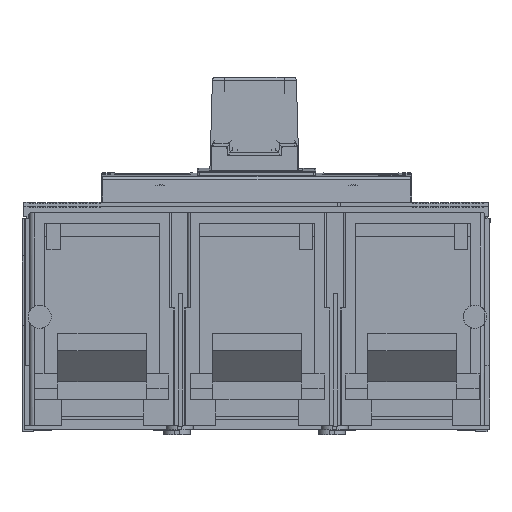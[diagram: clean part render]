
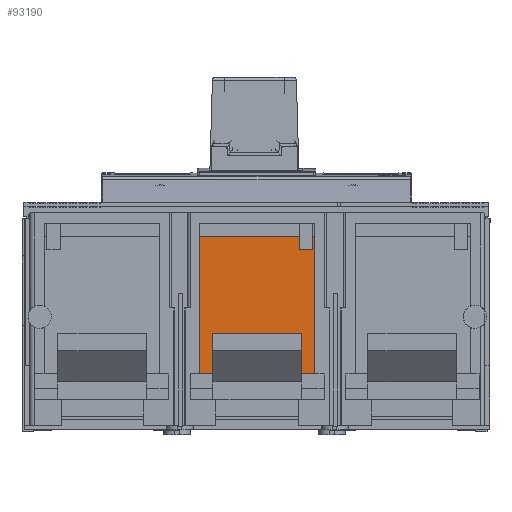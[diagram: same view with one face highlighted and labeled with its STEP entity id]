
A CAD part, front view. The second image highlights one B-rep face of the part: STEP entity #93190.
In plain terms, the highlighted planar face has unit normal (0, -1, 0).
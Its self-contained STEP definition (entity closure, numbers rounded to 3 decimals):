
#925 = VERTEX_POINT ( 'NONE', #23151 ) ;
#1461 = CARTESIAN_POINT ( 'NONE',  ( -1.324, -93.899, -56.309 ) ) ;
#2448 = ORIENTED_EDGE ( 'NONE', *, *, #21005, .T. ) ;
#2617 = DIRECTION ( 'NONE',  ( 0., 0., -1. ) ) ;
#3224 = VECTOR ( 'NONE', #144469, 1000. ) ;
#6996 = VECTOR ( 'NONE', #23460, 1000. ) ;
#8113 = DIRECTION ( 'NONE',  ( 0., 0., 1. ) ) ;
#8259 = VECTOR ( 'NONE', #123995, 1000. ) ;
#11082 = CARTESIAN_POINT ( 'NONE',  ( 6.671, -93.899, -70.025 ) ) ;
#11205 = CARTESIAN_POINT ( 'NONE',  ( 42.421, -93.899, -70.025 ) ) ;
#11952 = EDGE_CURVE ( 'NONE', #113406, #925, #156898, .T. ) ;
#12982 = VERTEX_POINT ( 'NONE', #24523 ) ;
#13116 = ORIENTED_EDGE ( 'NONE', *, *, #112809, .T. ) ;
#13236 = VECTOR ( 'NONE', #52782, 1000. ) ;
#13622 = CARTESIAN_POINT ( 'NONE',  ( -0.287, -93.899, -55.125 ) ) ;
#15901 = CARTESIAN_POINT ( 'NONE',  ( 42.421, -93.899, -70.025 ) ) ;
#16185 = CARTESIAN_POINT ( 'NONE',  ( 2.671, -93.899, -54.325 ) ) ;
#17064 = LINE ( 'NONE', #15901, #13236 ) ;
#17539 = VERTEX_POINT ( 'NONE', #133998 ) ;
#21005 = EDGE_CURVE ( 'NONE', #46031, #90753, #90221, .T. ) ;
#23151 = CARTESIAN_POINT ( 'NONE',  ( -23.579, -93.899, -70.025 ) ) ;
#23460 = DIRECTION ( 'NONE',  ( 1., 0., 0. ) ) ;
#23854 = ORIENTED_EDGE ( 'NONE', *, *, #127076, .T. ) ;
#24523 = CARTESIAN_POINT ( 'NONE',  ( 28.421, -93.899, -70.025 ) ) ;
#25846 = LINE ( 'NONE', #81864, #90771 ) ;
#25967 = CARTESIAN_POINT ( 'NONE',  ( 0.883, -93.899, -54.529 ) ) ;
#27015 = DIRECTION ( 'NONE',  ( 0., -1., 0. ) ) ;
#32251 = B_SPLINE_CURVE_WITH_KNOTS ( 'NONE', 3,
 ( #49970, #122868, #62335, #147377, #74467, #1461, #86757, #13622, #98931, #25967, #111208, #38232, #123400, #50504 ),
 .UNSPECIFIED., .F., .F.,
 ( 4, 2, 2, 2, 2, 2, 4 ),
 ( 0., 0.125, 0.25, 0.5, 0.75, 0.875, 1. ),
 .UNSPECIFIED. ) ;
#34284 = ORIENTED_EDGE ( 'NONE', *, *, #129141, .T. ) ;
#37070 = VECTOR ( 'NONE', #105470, 1000. ) ;
#38232 = CARTESIAN_POINT ( 'NONE',  ( 1.648, -93.899, -54.35 ) ) ;
#46031 = VERTEX_POINT ( 'NONE', #16185 ) ;
#48555 = DIRECTION ( 'NONE',  ( 0., 1., 0. ) ) ;
#49970 = CARTESIAN_POINT ( 'NONE',  ( -1.829, -93.899, -58.325 ) ) ;
#50504 = CARTESIAN_POINT ( 'NONE',  ( 2.171, -93.899, -54.325 ) ) ;
#51012 = PLANE ( 'NONE',  #59045 ) ;
#52782 = DIRECTION ( 'NONE',  ( 1., 0., 0. ) ) ;
#59045 = AXIS2_PLACEMENT_3D ( 'NONE', #99973, #27015, #112238 ) ;
#59424 = CARTESIAN_POINT ( 'NONE',  ( 2.421, -93.899, -8.025 ) ) ;
#62335 = CARTESIAN_POINT ( 'NONE',  ( -1.803, -93.899, -57.801 ) ) ;
#63646 = VECTOR ( 'NONE', #2617, 1000. ) ;
#63732 = EDGE_CURVE ( 'NONE', #135688, #113406, #96680, .T. ) ;
#64481 = EDGE_CURVE ( 'NONE', #107301, #46031, #69583, .T. ) ;
#65978 = ORIENTED_EDGE ( 'NONE', *, *, #153488, .T. ) ;
#67772 = AXIS2_PLACEMENT_3D ( 'NONE', #121409, #48555, #133542 ) ;
#68572 = CARTESIAN_POINT ( 'NONE',  ( 6.671, -93.899, -58.325 ) ) ;
#69583 = LINE ( 'NONE', #93334, #37070 ) ;
#74467 = CARTESIAN_POINT ( 'NONE',  ( -1.625, -93.899, -57.036 ) ) ;
#75675 = CARTESIAN_POINT ( 'NONE',  ( -23.579, -93.899, -6.625 ) ) ;
#78932 = ORIENTED_EDGE ( 'NONE', *, *, #11952, .T. ) ;
#81864 = CARTESIAN_POINT ( 'NONE',  ( 6.671, -93.899, -38.475 ) ) ;
#82376 = ORIENTED_EDGE ( 'NONE', *, *, #115668, .T. ) ;
#86131 = ORIENTED_EDGE ( 'NONE', *, *, #64481, .T. ) ;
#86757 = CARTESIAN_POINT ( 'NONE',  ( -1.028, -93.899, -55.867 ) ) ;
#87259 = EDGE_CURVE ( 'NONE', #90753, #95646, #25846, .T. ) ;
#90221 = CIRCLE ( 'NONE', #67772, 4. ) ;
#90753 = VERTEX_POINT ( 'NONE', #68572 ) ;
#90771 = VECTOR ( 'NONE', #106291, 1000. ) ;
#93190 = ADVANCED_FACE ( 'NONE', ( #147869 ), #51012, .T. ) ;
#93334 = CARTESIAN_POINT ( 'NONE',  ( 2.421, -93.899, -54.325 ) ) ;
#95646 = VERTEX_POINT ( 'NONE', #11082 ) ;
#96680 = LINE ( 'NONE', #59424, #3224 ) ;
#98931 = CARTESIAN_POINT ( 'NONE',  ( 0.156, -93.899, -54.83 ) ) ;
#99973 = CARTESIAN_POINT ( 'NONE',  ( 32.421, -93.899, -6.625 ) ) ;
#101706 = LINE ( 'NONE', #125041, #8259 ) ;
#104345 = CARTESIAN_POINT ( 'NONE',  ( -1.829, -93.899, -58.325 ) ) ;
#105470 = DIRECTION ( 'NONE',  ( 1., 0., 0. ) ) ;
#105671 = CARTESIAN_POINT ( 'NONE',  ( -1.829, -93.899, -38.475 ) ) ;
#106291 = DIRECTION ( 'NONE',  ( 0., 0., -1. ) ) ;
#107301 = VERTEX_POINT ( 'NONE', #134862 ) ;
#109244 = CARTESIAN_POINT ( 'NONE',  ( -23.579, -93.899, -8.025 ) ) ;
#111208 = CARTESIAN_POINT ( 'NONE',  ( 1.134, -93.899, -54.453 ) ) ;
#112238 = DIRECTION ( 'NONE',  ( -1., 0., 0. ) ) ;
#112809 = EDGE_CURVE ( 'NONE', #12982, #135688, #101706, .T. ) ;
#113406 = VERTEX_POINT ( 'NONE', #109244 ) ;
#115668 = EDGE_CURVE ( 'NONE', #95646, #12982, #136577, .T. ) ;
#116751 = ORIENTED_EDGE ( 'NONE', *, *, #87259, .T. ) ;
#121409 = CARTESIAN_POINT ( 'NONE',  ( 2.671, -93.899, -58.325 ) ) ;
#122868 = CARTESIAN_POINT ( 'NONE',  ( -1.829, -93.899, -58.06 ) ) ;
#123400 = CARTESIAN_POINT ( 'NONE',  ( 1.907, -93.899, -54.325 ) ) ;
#123995 = DIRECTION ( 'NONE',  ( 0., 0., 1. ) ) ;
#125041 = CARTESIAN_POINT ( 'NONE',  ( 28.421, -93.899, -6.625 ) ) ;
#125732 = EDGE_LOOP ( 'NONE', ( #130125, #78932, #65978, #23854, #34284, #86131, #2448, #116751, #82376, #13116 ) ) ;
#127003 = LINE ( 'NONE', #105671, #155634 ) ;
#127076 = EDGE_CURVE ( 'NONE', #17539, #136588, #127003, .T. ) ;
#129141 = EDGE_CURVE ( 'NONE', #136588, #107301, #32251, .T. ) ;
#130125 = ORIENTED_EDGE ( 'NONE', *, *, #63732, .T. ) ;
#133542 = DIRECTION ( 'NONE',  ( 0., 0., 1. ) ) ;
#133998 = CARTESIAN_POINT ( 'NONE',  ( -1.829, -93.899, -70.025 ) ) ;
#134862 = CARTESIAN_POINT ( 'NONE',  ( 2.171, -93.899, -54.325 ) ) ;
#135688 = VERTEX_POINT ( 'NONE', #144489 ) ;
#136577 = LINE ( 'NONE', #11205, #6996 ) ;
#136588 = VERTEX_POINT ( 'NONE', #104345 ) ;
#144469 = DIRECTION ( 'NONE',  ( -1., 0., 0. ) ) ;
#144489 = CARTESIAN_POINT ( 'NONE',  ( 28.421, -93.899, -8.025 ) ) ;
#147377 = CARTESIAN_POINT ( 'NONE',  ( -1.701, -93.899, -57.287 ) ) ;
#147869 = FACE_OUTER_BOUND ( 'NONE', #125732, .T. ) ;
#153488 = EDGE_CURVE ( 'NONE', #925, #17539, #17064, .T. ) ;
#155634 = VECTOR ( 'NONE', #8113, 1000. ) ;
#156898 = LINE ( 'NONE', #75675, #63646 ) ;
